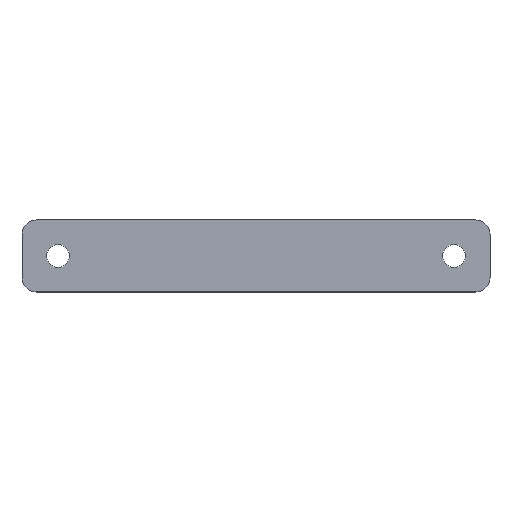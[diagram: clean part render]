
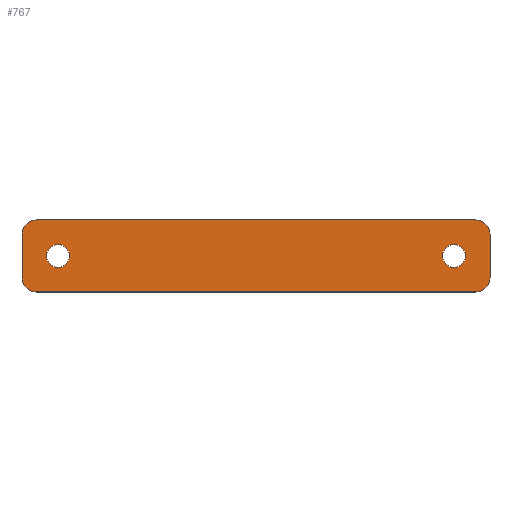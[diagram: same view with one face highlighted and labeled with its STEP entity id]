
A CAD part, top view. The second image highlights one B-rep face of the part: STEP entity #767.
In plain terms, the highlighted planar face has unit normal (0, 0, 1).
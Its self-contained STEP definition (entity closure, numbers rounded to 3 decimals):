
#29=FACE_BOUND('',#138,.T.);
#30=FACE_BOUND('',#139,.T.);
#49=PLANE('',#864);
#90=FACE_OUTER_BOUND('',#137,.T.);
#137=EDGE_LOOP('',(#697,#698,#699,#700,#701,#702,#703,#704));
#138=EDGE_LOOP('',(#705));
#139=EDGE_LOOP('',(#706));
#183=LINE('',#1257,#250);
#187=LINE('',#1266,#254);
#190=LINE('',#1274,#257);
#206=LINE('',#1319,#273);
#250=VECTOR('',#1024,10.);
#254=VECTOR('',#1034,10.);
#257=VECTOR('',#1043,10.);
#273=VECTOR('',#1097,10.);
#301=CIRCLE('',#837,2.);
#302=CIRCLE('',#840,2.);
#303=CIRCLE('',#843,2.);
#304=CIRCLE('',#846,2.);
#308=CIRCLE('',#860,1.6);
#309=CIRCLE('',#862,1.6);
#363=VERTEX_POINT('',#1249);
#364=VERTEX_POINT('',#1251);
#365=VERTEX_POINT('',#1255);
#366=VERTEX_POINT('',#1259);
#367=VERTEX_POINT('',#1264);
#368=VERTEX_POINT('',#1268);
#369=VERTEX_POINT('',#1270);
#370=VERTEX_POINT('',#1276);
#378=VERTEX_POINT('',#1311);
#379=VERTEX_POINT('',#1315);
#454=EDGE_CURVE('',#363,#364,#301,.T.);
#457=EDGE_CURVE('',#363,#365,#183,.T.);
#459=EDGE_CURVE('',#366,#365,#302,.T.);
#462=EDGE_CURVE('',#366,#367,#187,.T.);
#464=EDGE_CURVE('',#368,#369,#303,.T.);
#466=EDGE_CURVE('',#368,#364,#190,.T.);
#468=EDGE_CURVE('',#370,#367,#304,.T.);
#485=EDGE_CURVE('',#378,#378,#308,.T.);
#487=EDGE_CURVE('',#379,#379,#309,.T.);
#488=EDGE_CURVE('',#370,#369,#206,.T.);
#697=ORIENTED_EDGE('',*,*,#454,.F.);
#698=ORIENTED_EDGE('',*,*,#457,.T.);
#699=ORIENTED_EDGE('',*,*,#459,.F.);
#700=ORIENTED_EDGE('',*,*,#462,.T.);
#701=ORIENTED_EDGE('',*,*,#468,.F.);
#702=ORIENTED_EDGE('',*,*,#488,.T.);
#703=ORIENTED_EDGE('',*,*,#464,.F.);
#704=ORIENTED_EDGE('',*,*,#466,.T.);
#705=ORIENTED_EDGE('',*,*,#487,.F.);
#706=ORIENTED_EDGE('',*,*,#485,.F.);
#767=ADVANCED_FACE('',(#90,#29,#30),#49,.F.);
#837=AXIS2_PLACEMENT_3D('',#1252,#1018,#1019);
#840=AXIS2_PLACEMENT_3D('',#1261,#1028,#1029);
#843=AXIS2_PLACEMENT_3D('',#1271,#1038,#1039);
#846=AXIS2_PLACEMENT_3D('',#1278,#1047,#1048);
#860=AXIS2_PLACEMENT_3D('',#1313,#1088,#1089);
#862=AXIS2_PLACEMENT_3D('',#1317,#1093,#1094);
#864=AXIS2_PLACEMENT_3D('',#1320,#1098,#1099);
#1018=DIRECTION('center_axis',(0.,0.,
-1.));
#1019=DIRECTION('ref_axis',(0.707,-0.707,0.));
#1024=DIRECTION('',(0.,1.,0.));
#1028=DIRECTION('center_axis',(0.,0.,
-1.));
#1029=DIRECTION('ref_axis',(0.707,0.707,0.));
#1034=DIRECTION('',(-1.,0.,0.));
#1038=DIRECTION('center_axis',(0.,0.,
-1.));
#1039=DIRECTION('ref_axis',(-0.707,-0.707,0.));
#1043=DIRECTION('',(1.,0.,0.));
#1047=DIRECTION('center_axis',(0.,0.,
-1.));
#1048=DIRECTION('ref_axis',(-0.707,0.707,0.));
#1088=DIRECTION('center_axis',(0.,0.,
1.));
#1089=DIRECTION('ref_axis',(-1.,0.,0.));
#1093=DIRECTION('center_axis',(0.,0.,
1.));
#1094=DIRECTION('ref_axis',(-1.,0.,0.));
#1097=DIRECTION('',(0.,-1.,0.));
#1098=DIRECTION('center_axis',(0.,0.,
-1.));
#1099=DIRECTION('ref_axis',(-1.,0.,0.));
#1249=CARTESIAN_POINT('',(32.5,-12.4,13.));
#1251=CARTESIAN_POINT('',(30.5,-14.4,13.));
#1252=CARTESIAN_POINT('Origin',(30.5,-12.4,13.));
#1255=CARTESIAN_POINT('',(32.5,-6.4,13.));
#1257=CARTESIAN_POINT('',(32.5,-14.4,13.));
#1259=CARTESIAN_POINT('',(30.5,-4.4,13.));
#1261=CARTESIAN_POINT('Origin',(30.5,-6.4,13.));
#1264=CARTESIAN_POINT('',(-30.5,-4.4,13.));
#1266=CARTESIAN_POINT('',(32.5,-4.4,13.));
#1268=CARTESIAN_POINT('',(-30.5,-14.4,13.));
#1270=CARTESIAN_POINT('',(-32.5,-12.4,13.));
#1271=CARTESIAN_POINT('Origin',(-30.5,-12.4,13.));
#1274=CARTESIAN_POINT('',(-32.5,-14.4,13.));
#1276=CARTESIAN_POINT('',(-32.5,-6.4,13.));
#1278=CARTESIAN_POINT('Origin',(-30.5,-6.4,13.));
#1311=CARTESIAN_POINT('',(-25.9,-9.4,13.));
#1313=CARTESIAN_POINT('Origin',(-27.5,-9.4,13.));
#1315=CARTESIAN_POINT('',(29.1,-9.4,13.));
#1317=CARTESIAN_POINT('Origin',(27.5,-9.4,13.));
#1319=CARTESIAN_POINT('',(-32.5,-4.4,13.));
#1320=CARTESIAN_POINT('Origin',(0.,-9.4,13.));
